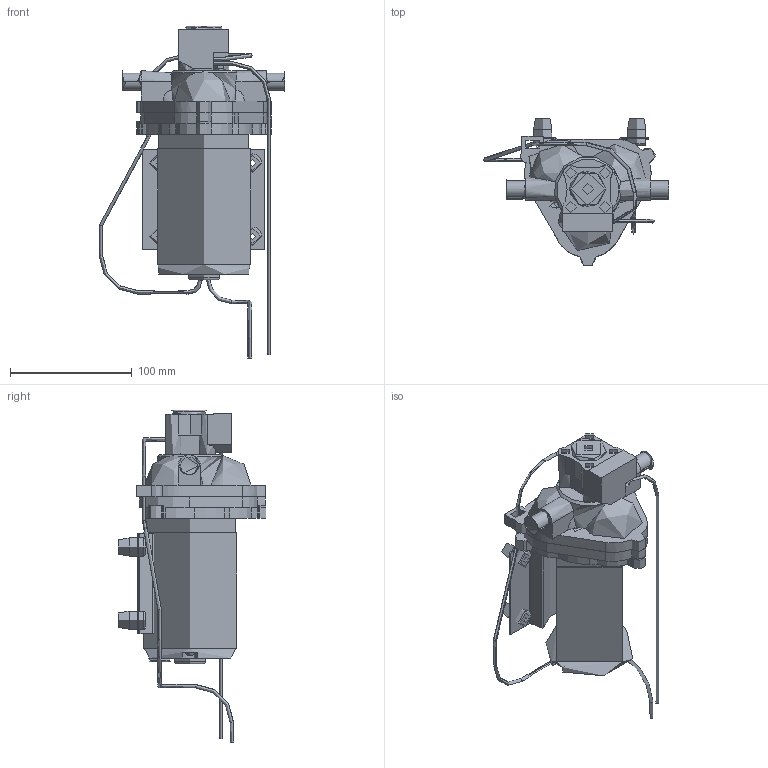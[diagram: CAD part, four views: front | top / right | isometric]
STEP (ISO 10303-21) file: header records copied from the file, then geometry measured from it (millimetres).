
FILE_DESCRIPTION(('FreeCAD Model'),'2;1');
FILE_NAME('Open CASCADE Shape Model','2025-05-03T05:14:02',('FreeCAD'),( 'FreeCAD'),'Open CASCADE STEP processor 7.6','FreeCAD','Unknown');
FILE_SCHEMA(('AUTOMOTIVE_DESIGN { 1 0 10303 214 1 1 1 1 }'));
Length unit declared in the file: millimetre
Products named in the file (1): Open CASCADE STEP translator 7.6 1
Bounding box: 152.44 x 121 x 272.14 mm (x, y, z)
Topology: 14 solids, 14 shells, 402 faces, 1090 edges, 705 vertices
Faces by surface type: cylinder 179, plane 171, torus 23, bspline 14, sphere 10, cone 5
Full cylindrical faces by diameter (mm): 1.5 x12, 3 x12, 5 x8, 9 x5, 14 x1, 14.938 x10, 15 x4, 17.791 x11, 18 x1, 25.4 x1, 29.5 x1, 56.5 x3, 74 x1, 75 x1, 76 x1
Entity records: 16772 total; most frequent: CARTESIAN_POINT 6352, DIRECTION 2216, ORIENTED_EDGE 2168, EDGE_CURVE 1084, AXIS2_PLACEMENT_3D 846, VERTEX_POINT 706, LINE 524, VECTOR 524
